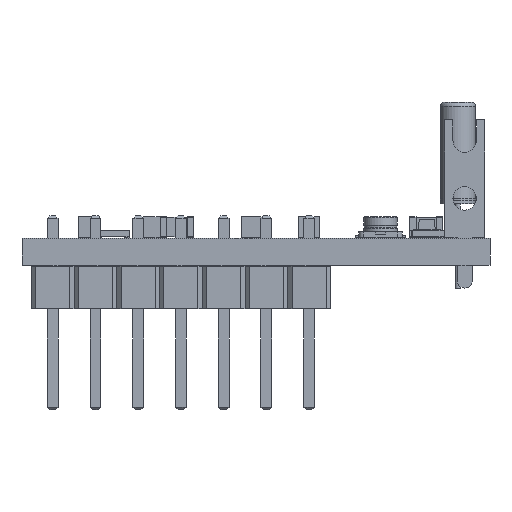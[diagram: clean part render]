
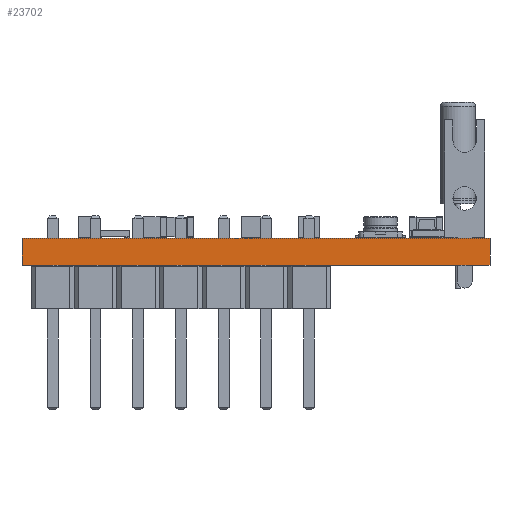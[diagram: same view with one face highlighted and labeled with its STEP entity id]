
A CAD part, front view. The second image highlights one B-rep face of the part: STEP entity #23702.
In plain terms, the highlighted planar face has unit normal (0, -1, 0).
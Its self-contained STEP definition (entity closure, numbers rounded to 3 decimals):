
#23702 = ADVANCED_FACE('',(#23703),#23717,.T.);
#23703 = FACE_BOUND('',#23704,.T.);
#23704 = EDGE_LOOP('',(#23705,#23740,#23768,#23796));
#23705 = ORIENTED_EDGE('',*,*,#23706,.T.);
#23706 = EDGE_CURVE('',#23707,#23709,#23711,.T.);
#23707 = VERTEX_POINT('',#23708);
#23708 = CARTESIAN_POINT('',(27.813,-0.,0.));
#23709 = VERTEX_POINT('',#23710);
#23710 = CARTESIAN_POINT('',(27.813,0.,1.6));
#23711 = SURFACE_CURVE('',#23712,(#23716,#23728),.PCURVE_S1.);
#23712 = LINE('',#23713,#23714);
#23713 = CARTESIAN_POINT('',(27.813,-0.,0.));
#23714 = VECTOR('',#23715,1.);
#23715 = DIRECTION('',(0.,0.,1.));
#23716 = PCURVE('',#23717,#23722);
#23717 = PLANE('',#23718);
#23718 = AXIS2_PLACEMENT_3D('',#23719,#23720,#23721);
#23719 = CARTESIAN_POINT('',(27.813,0.,0.));
#23720 = DIRECTION('',(0.,-1.,0.));
#23721 = DIRECTION('',(-1.,0.,0.));
#23722 = DEFINITIONAL_REPRESENTATION('',(#23723),#23727);
#23723 = LINE('',#23724,#23725);
#23724 = CARTESIAN_POINT('',(0.,0.));
#23725 = VECTOR('',#23726,1.);
#23726 = DIRECTION('',(0.,-1.));
#23727 = ( GEOMETRIC_REPRESENTATION_CONTEXT(2) 
PARAMETRIC_REPRESENTATION_CONTEXT() REPRESENTATION_CONTEXT('2D SPACE',''
  ) );
#23728 = PCURVE('',#23729,#23734);
#23729 = PLANE('',#23730);
#23730 = AXIS2_PLACEMENT_3D('',#23731,#23732,#23733);
#23731 = CARTESIAN_POINT('',(27.813,60.139,0.));
#23732 = DIRECTION('',(1.,0.,-0.));
#23733 = DIRECTION('',(0.,-1.,0.));
#23734 = DEFINITIONAL_REPRESENTATION('',(#23735),#23739);
#23735 = LINE('',#23736,#23737);
#23736 = CARTESIAN_POINT('',(60.139,0.));
#23737 = VECTOR('',#23738,1.);
#23738 = DIRECTION('',(0.,-1.));
#23739 = ( GEOMETRIC_REPRESENTATION_CONTEXT(2) 
PARAMETRIC_REPRESENTATION_CONTEXT() REPRESENTATION_CONTEXT('2D SPACE',''
  ) );
#23740 = ORIENTED_EDGE('',*,*,#23741,.T.);
#23741 = EDGE_CURVE('',#23709,#23742,#23744,.T.);
#23742 = VERTEX_POINT('',#23743);
#23743 = CARTESIAN_POINT('',(0.,0.,1.6));
#23744 = SURFACE_CURVE('',#23745,(#23749,#23756),.PCURVE_S1.);
#23745 = LINE('',#23746,#23747);
#23746 = CARTESIAN_POINT('',(27.813,0.,1.6));
#23747 = VECTOR('',#23748,1.);
#23748 = DIRECTION('',(-1.,0.,0.));
#23749 = PCURVE('',#23717,#23750);
#23750 = DEFINITIONAL_REPRESENTATION('',(#23751),#23755);
#23751 = LINE('',#23752,#23753);
#23752 = CARTESIAN_POINT('',(0.,-1.6));
#23753 = VECTOR('',#23754,1.);
#23754 = DIRECTION('',(1.,0.));
#23755 = ( GEOMETRIC_REPRESENTATION_CONTEXT(2) 
PARAMETRIC_REPRESENTATION_CONTEXT() REPRESENTATION_CONTEXT('2D SPACE',''
  ) );
#23756 = PCURVE('',#23757,#23762);
#23757 = PLANE('',#23758);
#23758 = AXIS2_PLACEMENT_3D('',#23759,#23760,#23761);
#23759 = CARTESIAN_POINT('',(17.615,26.359,1.6));
#23760 = DIRECTION('',(-0.,-0.,-1.));
#23761 = DIRECTION('',(-1.,0.,0.));
#23762 = DEFINITIONAL_REPRESENTATION('',(#23763),#23767);
#23763 = LINE('',#23764,#23765);
#23764 = CARTESIAN_POINT('',(-10.198,-26.359));
#23765 = VECTOR('',#23766,1.);
#23766 = DIRECTION('',(1.,0.));
#23767 = ( GEOMETRIC_REPRESENTATION_CONTEXT(2) 
PARAMETRIC_REPRESENTATION_CONTEXT() REPRESENTATION_CONTEXT('2D SPACE',''
  ) );
#23768 = ORIENTED_EDGE('',*,*,#23769,.F.);
#23769 = EDGE_CURVE('',#23770,#23742,#23772,.T.);
#23770 = VERTEX_POINT('',#23771);
#23771 = CARTESIAN_POINT('',(0.,-0.,0.));
#23772 = SURFACE_CURVE('',#23773,(#23777,#23784),.PCURVE_S1.);
#23773 = LINE('',#23774,#23775);
#23774 = CARTESIAN_POINT('',(0.,-0.,0.));
#23775 = VECTOR('',#23776,1.);
#23776 = DIRECTION('',(0.,0.,1.));
#23777 = PCURVE('',#23717,#23778);
#23778 = DEFINITIONAL_REPRESENTATION('',(#23779),#23783);
#23779 = LINE('',#23780,#23781);
#23780 = CARTESIAN_POINT('',(27.813,0.));
#23781 = VECTOR('',#23782,1.);
#23782 = DIRECTION('',(0.,-1.));
#23783 = ( GEOMETRIC_REPRESENTATION_CONTEXT(2) 
PARAMETRIC_REPRESENTATION_CONTEXT() REPRESENTATION_CONTEXT('2D SPACE',''
  ) );
#23784 = PCURVE('',#23785,#23790);
#23785 = PLANE('',#23786);
#23786 = AXIS2_PLACEMENT_3D('',#23787,#23788,#23789);
#23787 = CARTESIAN_POINT('',(0.,0.,0.));
#23788 = DIRECTION('',(-1.,0.,0.));
#23789 = DIRECTION('',(0.,1.,0.));
#23790 = DEFINITIONAL_REPRESENTATION('',(#23791),#23795);
#23791 = LINE('',#23792,#23793);
#23792 = CARTESIAN_POINT('',(0.,0.));
#23793 = VECTOR('',#23794,1.);
#23794 = DIRECTION('',(0.,-1.));
#23795 = ( GEOMETRIC_REPRESENTATION_CONTEXT(2) 
PARAMETRIC_REPRESENTATION_CONTEXT() REPRESENTATION_CONTEXT('2D SPACE',''
  ) );
#23796 = ORIENTED_EDGE('',*,*,#23797,.F.);
#23797 = EDGE_CURVE('',#23707,#23770,#23798,.T.);
#23798 = SURFACE_CURVE('',#23799,(#23803,#23810),.PCURVE_S1.);
#23799 = LINE('',#23800,#23801);
#23800 = CARTESIAN_POINT('',(27.813,-0.,0.));
#23801 = VECTOR('',#23802,1.);
#23802 = DIRECTION('',(-1.,0.,0.));
#23803 = PCURVE('',#23717,#23804);
#23804 = DEFINITIONAL_REPRESENTATION('',(#23805),#23809);
#23805 = LINE('',#23806,#23807);
#23806 = CARTESIAN_POINT('',(0.,0.));
#23807 = VECTOR('',#23808,1.);
#23808 = DIRECTION('',(1.,0.));
#23809 = ( GEOMETRIC_REPRESENTATION_CONTEXT(2) 
PARAMETRIC_REPRESENTATION_CONTEXT() REPRESENTATION_CONTEXT('2D SPACE',''
  ) );
#23810 = PCURVE('',#23811,#23816);
#23811 = PLANE('',#23812);
#23812 = AXIS2_PLACEMENT_3D('',#23813,#23814,#23815);
#23813 = CARTESIAN_POINT('',(17.615,26.359,0.));
#23814 = DIRECTION('',(-0.,-0.,-1.));
#23815 = DIRECTION('',(-1.,0.,0.));
#23816 = DEFINITIONAL_REPRESENTATION('',(#23817),#23821);
#23817 = LINE('',#23818,#23819);
#23818 = CARTESIAN_POINT('',(-10.198,-26.359));
#23819 = VECTOR('',#23820,1.);
#23820 = DIRECTION('',(1.,0.));
#23821 = ( GEOMETRIC_REPRESENTATION_CONTEXT(2) 
PARAMETRIC_REPRESENTATION_CONTEXT() REPRESENTATION_CONTEXT('2D SPACE',''
  ) );
